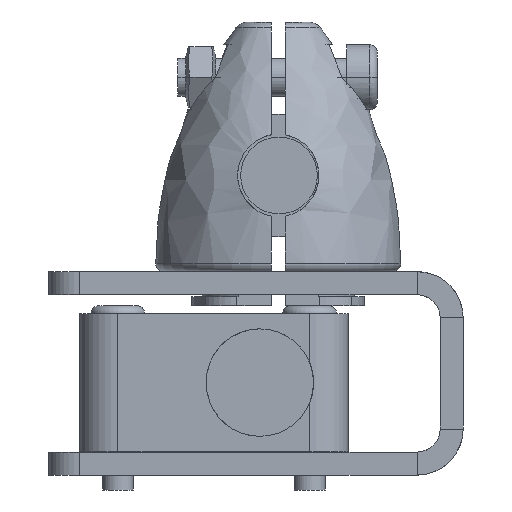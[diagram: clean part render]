
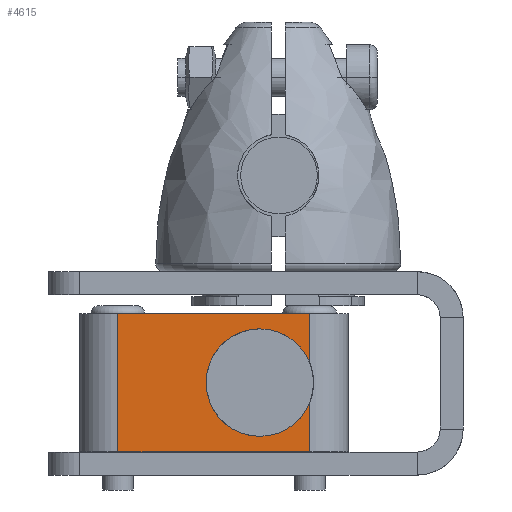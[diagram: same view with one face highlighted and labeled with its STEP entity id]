
A CAD part, front view. The second image highlights one B-rep face of the part: STEP entity #4615.
In plain terms, the highlighted planar face has unit normal (0, -1, 0).
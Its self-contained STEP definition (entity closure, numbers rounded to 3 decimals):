
#1170=DIRECTION('',(1.,0.,0.));
#1171=VECTOR('',#1170,25.);
#1172=CARTESIAN_POINT('',(-12.5,-38.,-9.));
#1173=LINE('',#1172,#1171);
#1314=CARTESIAN_POINT('',(6.,-38.,0.));
#1315=DIRECTION('',(0.,1.,0.));
#1316=DIRECTION('',(-1.,0.,0.));
#1317=AXIS2_PLACEMENT_3D('',#1314,#1315,#1316);
#1319=CARTESIAN_POINT('',(6.,-38.,0.));
#1320=DIRECTION('',(0.,1.,0.));
#1321=DIRECTION('',(0.929,0.,-0.371));
#1322=AXIS2_PLACEMENT_3D('',#1319,#1320,#1321);
#1324=DIRECTION('',(0.,0.,-1.));
#1325=VECTOR('',#1324,6.402);
#1326=CARTESIAN_POINT('',(12.5,-38.,-2.598));
#1327=LINE('',#1326,#1325);
#1328=DIRECTION('',(0.,0.,-1.));
#1329=VECTOR('',#1328,18.);
#1330=CARTESIAN_POINT('',(-12.5,-38.,9.));
#1331=LINE('',#1330,#1329);
#1332=DIRECTION('',(0.,0.,-1.));
#1333=VECTOR('',#1332,6.402);
#1334=CARTESIAN_POINT('',(12.5,-38.,9.));
#1335=LINE('',#1334,#1333);
#1381=DIRECTION('',(1.,0.,0.));
#1382=VECTOR('',#1381,25.);
#1383=CARTESIAN_POINT('',(-12.5,-38.,9.));
#1384=LINE('',#1383,#1382);
#2466=CARTESIAN_POINT('',(12.5,-38.,-9.));
#2468=VERTEX_POINT('',#2466);
#2469=CARTESIAN_POINT('',(12.5,-38.,9.));
#2471=VERTEX_POINT('',#2469);
#2473=CARTESIAN_POINT('',(-12.5,-38.,-9.));
#2475=VERTEX_POINT('',#2473);
#2479=CARTESIAN_POINT('',(-12.5,-38.,9.));
#2480=VERTEX_POINT('',#2479);
#2487=CARTESIAN_POINT('',(-1.,-38.,0.));
#2488=CARTESIAN_POINT('',(12.5,-38.,2.598));
#2489=VERTEX_POINT('',#2487);
#2490=VERTEX_POINT('',#2488);
#2491=CARTESIAN_POINT('',(12.5,-38.,-2.598));
#2492=VERTEX_POINT('',#2491);
#4598=CARTESIAN_POINT('',(-17.5,-38.,-9.));
#4599=DIRECTION('',(0.,-1.,0.));
#4600=DIRECTION('',(1.,0.,0.));
#4601=AXIS2_PLACEMENT_3D('',#4598,#4599,#4600);
#4602=PLANE('',#4601);
#4604=ORIENTED_EDGE('',*,*,#4603,.F.);
#4605=ORIENTED_EDGE('',*,*,#4586,.F.);
#4606=ORIENTED_EDGE('',*,*,#4563,.T.);
#4607=ORIENTED_EDGE('',*,*,#4429,.F.);
#4609=ORIENTED_EDGE('',*,*,#4608,.F.);
#4611=ORIENTED_EDGE('',*,*,#4610,.T.);
#4612=ORIENTED_EDGE('',*,*,#4557,.T.);
#4613=EDGE_LOOP('',(#4604,#4605,#4606,#4607,#4609,#4611,#4612));
#4614=FACE_OUTER_BOUND('',#4613,.F.);
#4615=ADVANCED_FACE('',(#4614),#4602,.T.);
#1318=CIRCLE('',#1317,7.);
#1323=CIRCLE('',#1322,7.);
#4429=EDGE_CURVE('',#2475,#2468,#1173,.T.);
#4557=EDGE_CURVE('',#2471,#2490,#1335,.T.);
#4563=EDGE_CURVE('',#2492,#2468,#1327,.T.);
#4586=EDGE_CURVE('',#2492,#2489,#1323,.T.);
#4603=EDGE_CURVE('',#2489,#2490,#1318,.T.);
#4608=EDGE_CURVE('',#2480,#2475,#1331,.T.);
#4610=EDGE_CURVE('',#2480,#2471,#1384,.T.);
